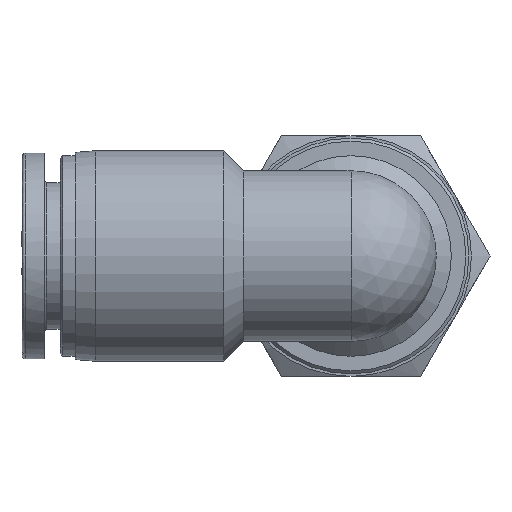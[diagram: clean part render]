
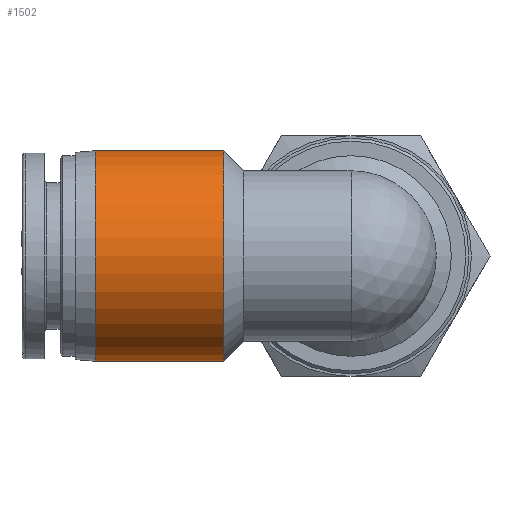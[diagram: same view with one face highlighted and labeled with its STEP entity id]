
A CAD part, left-side view. The second image highlights one B-rep face of the part: STEP entity #1502.
In plain terms, the highlighted cylindrical face has radius 10.5 mm (diameter 21 mm), a full revolution.
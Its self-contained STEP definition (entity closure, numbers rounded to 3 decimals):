
#1468=CARTESIAN_POINT('',(21.2,10.5,0.0));
#1469=VERTEX_POINT('',#1468);
#1470=CARTESIAN_POINT('',(21.2,0.,0.0));
#1471=DIRECTION('',(1.0,0.0,0.0));
#1472=DIRECTION('',(0.0,1.0,0.0));
#1473=AXIS2_PLACEMENT_3D('',#1470,#1471,#1472);
#1474=CIRCLE('',#1473,10.5);
#1475=EDGE_CURVE('',#1469,#1469,#1474,.T.);
#1483=CARTESIAN_POINT('',(27.6,0.,0.0));
#1484=DIRECTION('',(1.0,0.,0.0));
#1485=DIRECTION('',(0.0,1.0,0.0));
#1486=AXIS2_PLACEMENT_3D('',#1483,#1484,#1485);
#1487=CYLINDRICAL_SURFACE('',#1486,10.5);
#1488=CARTESIAN_POINT('',(34.0,10.5,0.0));
#1489=VERTEX_POINT('',#1488);
#1490=CARTESIAN_POINT('',(34.0,0.,0.0));
#1491=DIRECTION('',(1.0,0.0,0.0));
#1492=DIRECTION('',(0.0,1.0,0.0));
#1493=AXIS2_PLACEMENT_3D('',#1490,#1491,#1492);
#1494=CIRCLE('',#1493,10.5);
#1495=EDGE_CURVE('',#1489,#1489,#1494,.T.);
#1496=ORIENTED_EDGE('',*,*,#1495,.F.);
#1497=EDGE_LOOP('',(#1496));
#1498=FACE_OUTER_BOUND('',#1497,.T.);
#1499=ORIENTED_EDGE('',*,*,#1475,.T.);
#1500=EDGE_LOOP('',(#1499));
#1501=FACE_BOUND('',#1500,.T.);
#1502=ADVANCED_FACE('',(#1498,#1501),#1487,.T.);
